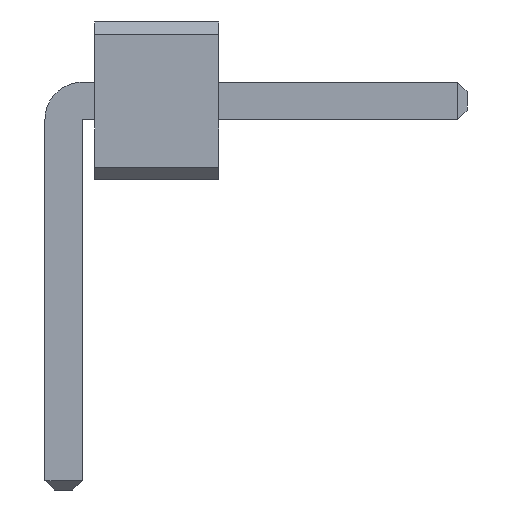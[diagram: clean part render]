
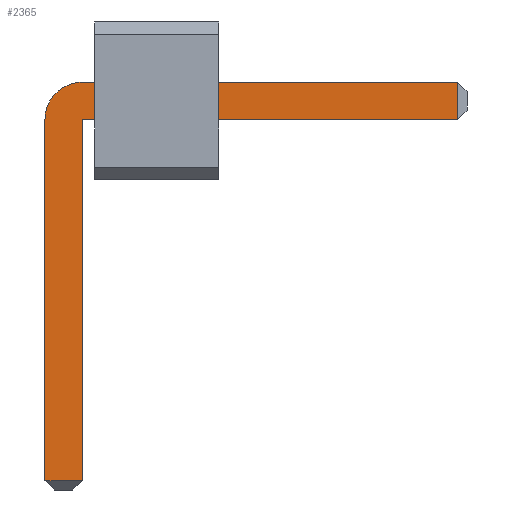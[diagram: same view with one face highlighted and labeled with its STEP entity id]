
A CAD part, front view. The second image highlights one B-rep face of the part: STEP entity #2365.
In plain terms, the highlighted planar face has unit normal (0, -1, 0).
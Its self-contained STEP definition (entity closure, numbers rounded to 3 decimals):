
#13=DIRECTION('',(0.,0.,1.));
#1024=VECTOR('',#13,1.);
#2136=DIRECTION('',(0.,0.,-1.));
#2168=VECTOR('',#2169,1.);
#2169=DIRECTION('',(1.,0.,0.));
#2175=VECTOR('',#2136,1.);
#2182=VECTOR('',#2183,1.);
#2183=DIRECTION('',(-1.,0.,0.));
#2204=DIRECTION('',(-0.,1.,0.));
#2208=DIRECTION('',(0.,1.,0.));
#2209=DIRECTION('',(0.,0.,1.));
#2216=VERTEX_POINT('',#2217);
#2217=CARTESIAN_POINT('',(0.15,-16.15,0.785));
#2219=ORIENTED_EDGE('',*,*,#2220,.T.);
#2220=EDGE_CURVE('',#2216,#2221,#2223,.T.);
#2221=VERTEX_POINT('',#2222);
#2222=CARTESIAN_POINT('',(3.175,-16.15,0.785));
#2223=LINE('',#2224,#2168);
#2224=CARTESIAN_POINT('',(-0.15,-16.15,0.785));
#2261=EDGE_CURVE('',#2262,#2216,#2264,.T.);
#2262=VERTEX_POINT('',#2263);
#2263=CARTESIAN_POINT('',(-0.15,-16.15,0.485));
#2264=CIRCLE('',#2265,0.3);
#2265=AXIS2_PLACEMENT_3D('',#2266,#2204,#2136);
#2266=CARTESIAN_POINT('',(0.15,-16.15,0.485));
#2278=VERTEX_POINT('',#2279);
#2279=CARTESIAN_POINT('',(3.175,-16.15,0.485));
#2281=ORIENTED_EDGE('',*,*,#2282,.T.);
#2282=EDGE_CURVE('',#2278,#2283,#2284,.T.);
#2283=VERTEX_POINT('',#2266);
#2284=LINE('',#2285,#2182);
#2285=CARTESIAN_POINT('',(3.25,-16.15,0.485));
#2297=VERTEX_POINT('',#2298);
#2298=CARTESIAN_POINT('',(-0.15,-16.15,-2.425));
#2300=ORIENTED_EDGE('',*,*,#2301,.T.);
#2301=EDGE_CURVE('',#2297,#2262,#2302,.T.);
#2302=LINE('',#2303,#1024);
#2303=CARTESIAN_POINT('',(-0.15,-16.15,-2.5));
#2311=ORIENTED_EDGE('',*,*,#2312,.T.);
#2312=EDGE_CURVE('',#2283,#2313,#2315,.T.);
#2313=VERTEX_POINT('',#2314);
#2314=CARTESIAN_POINT('',(0.15,-16.15,-2.425));
#2315=LINE('',#2266,#2175);
#2365=ADVANCED_FACE('',(#2366),#2375,.F.);
#2366=FACE_BOUND('',#2367,.F.);
#2367=EDGE_LOOP('',(#2219,#2368,#2281,#2311,#2371,#2300,#2374));
#2368=ORIENTED_EDGE('',*,*,#2369,.T.);
#2369=EDGE_CURVE('',#2221,#2278,#2370,.T.);
#2370=LINE('',#2222,#2175);
#2371=ORIENTED_EDGE('',*,*,#2372,.T.);
#2372=EDGE_CURVE('',#2313,#2297,#2373,.T.);
#2373=LINE('',#2314,#2182);
#2374=ORIENTED_EDGE('',*,*,#2261,.T.);
#2375=PLANE('',#2376);
#2376=AXIS2_PLACEMENT_3D('',#2377,#2208,#2209);
#2377=CARTESIAN_POINT('',(0.858,-16.15,-0.165));
